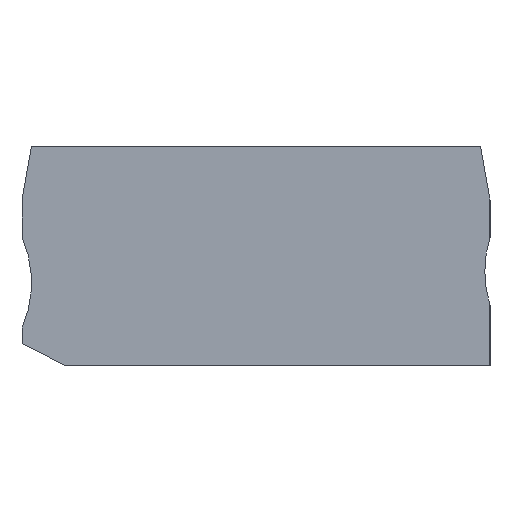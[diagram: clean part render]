
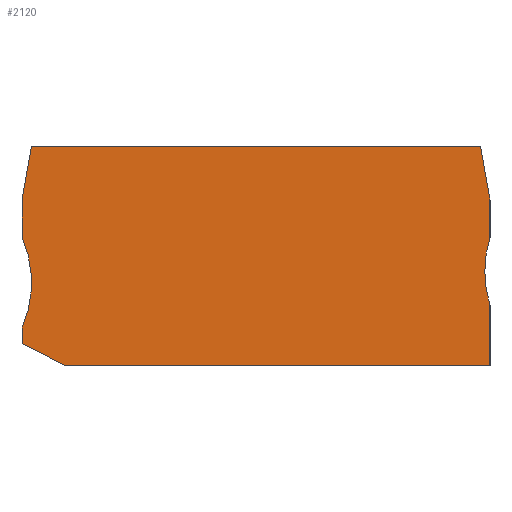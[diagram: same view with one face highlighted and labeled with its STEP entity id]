
A CAD part, left-side view. The second image highlights one B-rep face of the part: STEP entity #2120.
In plain terms, the highlighted face is planar.
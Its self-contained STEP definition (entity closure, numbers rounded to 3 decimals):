
#200=CARTESIAN_POINT('',(33.851,-38.2,53.17));
#210=VERTEX_POINT('',#200);
#240=CARTESIAN_POINT('',(11.446,-38.2,53.17));
#250=DIRECTION('',(-1.,0.,0.));
#260=VECTOR('',#250,1.);
#270=LINE('',#240,#260);
#280=CARTESIAN_POINT('',(-22.268,-38.2,53.17));
#290=VERTEX_POINT('',#280);
#300=EDGE_CURVE('',#210,#290,#270,.T.);
#530=CARTESIAN_POINT('',(39.632,-12.13,53.17));
#540=DIRECTION('',(0.,-1.,0.));
#550=VECTOR('',#540,1.);
#560=LINE('',#530,#550);
#570=CARTESIAN_POINT('',(39.632,-33.2,53.17));
#580=VERTEX_POINT('',#570);
#590=CARTESIAN_POINT('',(39.632,-35.247,53.17));
#600=VERTEX_POINT('',#590);
#610=EDGE_CURVE('',#580,#600,#560,.T.);
#1000=CARTESIAN_POINT('',(39.632,-12.13,53.17));
#1010=DIRECTION('',(0.,-1.,0.));
#1020=VECTOR('',#1010,1.);
#1030=LINE('',#1000,#1020);
#1040=CARTESIAN_POINT('',(39.632,-16.235,53.17));
#1050=VERTEX_POINT('',#1040);
#1060=CARTESIAN_POINT('',(39.632,-21.2,53.17));
#1070=VERTEX_POINT('',#1060);
#1080=EDGE_CURVE('',#1050,#1070,#1030,.T.);
#1420=CARTESIAN_POINT('',(47.373,-41.105,53.17));
#1430=DIRECTION('',(0.,0.,1.));
#1440=DIRECTION('',(-1.,0.,0.));
#1450=AXIS2_PLACEMENT_3D('',#1420,#1430,#1440);
#1460=PLANE('',#1450);
#1470=CARTESIAN_POINT('',(-21.538,-12.13,53.17));
#1480=DIRECTION('',(-0.174,-0.985,0.));
#1490=VECTOR('',#1480,1.);
#1500=LINE('',#1470,#1490);
#1510=CARTESIAN_POINT('',(-21.012,-9.15,53.17));
#1520=VERTEX_POINT('',#1510);
#1530=CARTESIAN_POINT('',(-22.268,-16.271,53.17));
#1540=VERTEX_POINT('',#1530);
#1550=EDGE_CURVE('',#1520,#1540,#1500,.T.);
#1560=ORIENTED_EDGE('',*,*,#1550,.F.);
#1570=CARTESIAN_POINT('',(-22.268,-12.13,53.17));
#1580=DIRECTION('',(0.,1.,0.));
#1590=VECTOR('',#1580,1.);
#1600=LINE('',#1570,#1590);
#1610=CARTESIAN_POINT('',(-22.268,-21.2,53.17));
#1620=VERTEX_POINT('',#1610);
#1630=EDGE_CURVE('',#1620,#1540,#1600,.T.);
#1640=ORIENTED_EDGE('',*,*,#1630,.T.);
#1650=CARTESIAN_POINT('',(-36.577,-25.7,53.17));
#1660=DIRECTION('',(0.,0.,1.));
#1670=DIRECTION('',(1.,0.,0.));
#1680=AXIS2_PLACEMENT_3D('',#1650,#1660,#1670);
#1690=CIRCLE('',#1680,15.);
#1700=CARTESIAN_POINT('',(-22.268,-30.2,53.17));
#1710=VERTEX_POINT('',#1700);
#1720=EDGE_CURVE('',#1710,#1620,#1690,.T.);
#1730=ORIENTED_EDGE('',*,*,#1720,.T.);
#1740=CARTESIAN_POINT('',(-22.268,-12.13,53.17));
#1750=DIRECTION('',(0.,1.,0.));
#1760=VECTOR('',#1750,1.);
#1770=LINE('',#1740,#1760);
#1780=EDGE_CURVE('',#290,#1710,#1770,.T.);
#1790=ORIENTED_EDGE('',*,*,#1780,.T.);
#1800=ORIENTED_EDGE('',*,*,#300,.T.);
#1810=CARTESIAN_POINT('',(11.446,-49.645,53.17));
#1820=DIRECTION('',(0.891,0.455,0.));
#1830=VECTOR('',#1820,1.);
#1840=LINE('',#1810,#1830);
#1850=EDGE_CURVE('',#210,#600,#1840,.T.);
#1860=ORIENTED_EDGE('',*,*,#1850,.F.);
#1870=ORIENTED_EDGE('',*,*,#610,.T.);
#1880=CARTESIAN_POINT('',(53.38,-27.2,53.17));
#1890=DIRECTION('',(0.,0.,1.));
#1900=DIRECTION('',(1.,0.,0.));
#1910=AXIS2_PLACEMENT_3D('',#1880,#1890,#1900);
#1920=CIRCLE('',#1910,15.);
#1930=EDGE_CURVE('',#1070,#580,#1920,.T.);
#1940=ORIENTED_EDGE('',*,*,#1930,.T.);
#1950=ORIENTED_EDGE('',*,*,#1080,.T.);
#1960=CARTESIAN_POINT('',(38.908,-12.13,53.17));
#1970=DIRECTION('',(0.174,-0.985,0.));
#1980=VECTOR('',#1970,1.);
#1990=LINE('',#1960,#1980);
#2000=CARTESIAN_POINT('',(38.383,-9.15,53.17));
#2010=VERTEX_POINT('',#2000);
#2020=EDGE_CURVE('',#2010,#1050,#1990,.T.);
#2030=ORIENTED_EDGE('',*,*,#2020,.T.);
#2040=CARTESIAN_POINT('',(11.446,-9.15,53.17));
#2050=DIRECTION('',(1.,0.,0.));
#2060=VECTOR('',#2050,1.);
#2070=LINE('',#2040,#2060);
#2080=EDGE_CURVE('',#1520,#2010,#2070,.T.);
#2090=ORIENTED_EDGE('',*,*,#2080,.T.);
#2100=EDGE_LOOP('',(#2090,#2030,#1950,#1940,#1870,#1860,#1800,#1790,
#1730,#1640,#1560));
#2110=FACE_OUTER_BOUND('',#2100,.T.);
#2120=ADVANCED_FACE('',(#2110),#1460,.F.);
